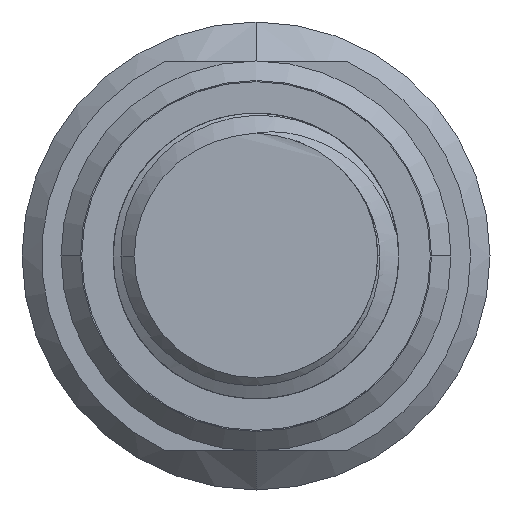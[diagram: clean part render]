
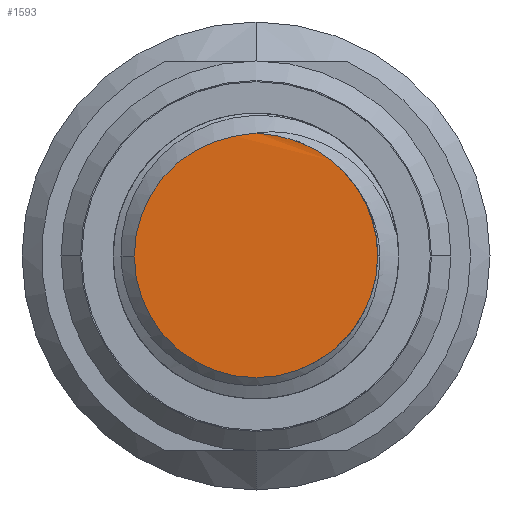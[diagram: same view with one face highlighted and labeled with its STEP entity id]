
A CAD part, front view. The second image highlights one B-rep face of the part: STEP entity #1593.
In plain terms, the highlighted planar face has unit normal (0, -1, 0).
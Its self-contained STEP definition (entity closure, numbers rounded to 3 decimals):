
#51 = CARTESIAN_POINT ( 'NONE',  ( 0.601, 0., 1.44 ) ) ;
#134 = VERTEX_POINT ( 'NONE', #51 ) ;
#170 = CARTESIAN_POINT ( 'NONE',  ( 0., 0., 0. ) ) ;
#192 = DIRECTION ( 'NONE',  ( -1., 0., 0. ) ) ;
#193 = CARTESIAN_POINT ( 'NONE',  ( 1.122, 0., 1.084 ) ) ;
#215 = ORIENTED_EDGE ( 'NONE', *, *, #956, .F. ) ;
#291 = DIRECTION ( 'NONE',  ( 0., 1., 0. ) ) ;
#314 = PLANE ( 'NONE',  #6408 ) ;
#323 = CARTESIAN_POINT ( 'NONE',  ( 0.411, 0., 1.519 ) ) ;
#398 = ORIENTED_EDGE ( 'NONE', *, *, #6792, .F. ) ;
#429 = DIRECTION ( 'NONE',  ( 0., 1., 0. ) ) ;
#542 = EDGE_LOOP ( 'NONE', ( #6211, #6933, #398, #2350, #6664, #215 ) ) ;
#849 = DIRECTION ( 'NONE',  ( 0., 1., 0. ) ) ;
#882 = CARTESIAN_POINT ( 'NONE',  ( 0., 0.012, 1.577 ) ) ;
#956 = EDGE_CURVE ( 'Defeature ausgef�hrt1_20+Defeature ausgef�hrt1_17+Defeature ausgef�hrt1_17+Defeature ausgef�hrt1_18', #4512, #6634, #5989, .T. ) ;
#1051 = VERTEX_POINT ( 'NONE', #5704 ) ;
#1137 = EDGE_CURVE ( 'Defeature ausgef�hrt1_20+Defeature ausgef�hrt1_17+Defeature ausgef�hrt1_17+Defeature ausgef�hrt1_17', #3669, #134, #3858, .T. ) ;
#1279 = CARTESIAN_POINT ( 'NONE',  ( 1.122, 0., 1.084 ) ) ;
#1339 = CIRCLE ( 'NONE', #6501, 1.56 ) ;
#1411 = CARTESIAN_POINT ( 'NONE',  ( 0., 0., 1.42 ) ) ;
#1417 = CARTESIAN_POINT ( 'NONE',  ( 0.601, 0., 1.44 ) ) ;
#1525 = CARTESIAN_POINT ( 'NONE',  ( 0., 0., 0. ) ) ;
#1553 = EDGE_CURVE ( 'NONE', #134, #4512, #3139, .T. ) ;
#1593 = ADVANCED_FACE ( 'Defeature ausgef�hrt1_17', ( #3561 ), #314, .F. ) ;
#1893 = DIRECTION ( 'NONE',  ( -1., 0., 0. ) ) ;
#2040 = AXIS2_PLACEMENT_3D ( 'NONE', #170, #5623, #192 ) ;
#2284 = CARTESIAN_POINT ( 'NONE',  ( 0.614, 0., 1.434 ) ) ;
#2350 = ORIENTED_EDGE ( 'NONE', *, *, #5020, .F. ) ;
#2356 = CARTESIAN_POINT ( 'NONE',  ( 0., 0.012, 1.577 ) ) ;
#2475 = EDGE_CURVE ( 'Defeature ausgef�hrt1_18+Defeature ausgef�hrt1_17+Defeature ausgef�hrt1_20+Defeature ausgef�hrt1_20', #6634, #5870, #1339, .T. ) ;
#2681 = AXIS2_PLACEMENT_3D ( 'NONE', #2992, #2896, #5205 ) ;
#2862 = CARTESIAN_POINT ( 'NONE',  ( 0.975, 0., 1.231 ) ) ;
#2896 = DIRECTION ( 'NONE',  ( 0., 1., 0. ) ) ;
#2992 = CARTESIAN_POINT ( 'NONE',  ( 0., 0., 0. ) ) ;
#3019 = CARTESIAN_POINT ( 'NONE',  ( 0., 0., 0. ) ) ;
#3139 = CIRCLE ( 'NONE', #5214, 1.56 ) ;
#3400 = CARTESIAN_POINT ( 'NONE',  ( 0.614, 0., 1.434 ) ) ;
#3561 = FACE_OUTER_BOUND ( 'NONE', #542, .T. ) ;
#3669 = VERTEX_POINT ( 'NONE', #2356 ) ;
#3858 = B_SPLINE_CURVE_WITH_KNOTS ( 'NONE', 3,
 ( #882, #4214, #323, #1417 ),
 .UNSPECIFIED., .F., .F.,
 ( 4, 4 ),
 ( 0., 0.001 ),
 .UNSPECIFIED. ) ;
#4214 = CARTESIAN_POINT ( 'NONE',  ( 0.206, 0., 1.56 ) ) ;
#4290 = CIRCLE ( 'NONE', #2040, 1.56 ) ;
#4352 = CIRCLE ( 'NONE', #2681, 1.56 ) ;
#4490 = CARTESIAN_POINT ( 'NONE',  ( 1.56, 0., 0. ) ) ;
#4512 = VERTEX_POINT ( 'NONE', #3400 ) ;
#4546 = CARTESIAN_POINT ( 'NONE',  ( 0.805, 0., 1.352 ) ) ;
#5020 = EDGE_CURVE ( 'Defeature ausgef�hrt1_18+Defeature ausgef�hrt1_17+Defeature ausgef�hrt1_20+Defeature ausgef�hrt1_20', #5870, #1051, #4290, .T. ) ;
#5205 = DIRECTION ( 'NONE',  ( -1., 0., 0. ) ) ;
#5214 = AXIS2_PLACEMENT_3D ( 'NONE', #3019, #291, #1893 ) ;
#5623 = DIRECTION ( 'NONE',  ( 0., 1., 0. ) ) ;
#5704 = CARTESIAN_POINT ( 'NONE',  ( -1.56, 0., 0. ) ) ;
#5789 = DIRECTION ( 'NONE',  ( -1., 0., 0. ) ) ;
#5870 = VERTEX_POINT ( 'NONE', #4490 ) ;
#5989 = B_SPLINE_CURVE_WITH_KNOTS ( 'NONE', 3,
 ( #2284, #4546, #2862, #1279 ),
 .UNSPECIFIED., .F., .F.,
 ( 4, 4 ),
 ( 0., 0.001 ),
 .UNSPECIFIED. ) ;
#6211 = ORIENTED_EDGE ( 'NONE', *, *, #1553, .F. ) ;
#6408 = AXIS2_PLACEMENT_3D ( 'NONE', #1411, #849, #5789 ) ;
#6501 = AXIS2_PLACEMENT_3D ( 'NONE', #1525, #429, #6986 ) ;
#6634 = VERTEX_POINT ( 'NONE', #193 ) ;
#6664 = ORIENTED_EDGE ( 'NONE', *, *, #2475, .F. ) ;
#6792 = EDGE_CURVE ( 'Defeature ausgef�hrt1_18+Defeature ausgef�hrt1_17+Defeature ausgef�hrt1_20+Defeature ausgef�hrt1_20', #1051, #3669, #4352, .T. ) ;
#6933 = ORIENTED_EDGE ( 'NONE', *, *, #1137, .F. ) ;
#6986 = DIRECTION ( 'NONE',  ( -1., 0., 0. ) ) ;
